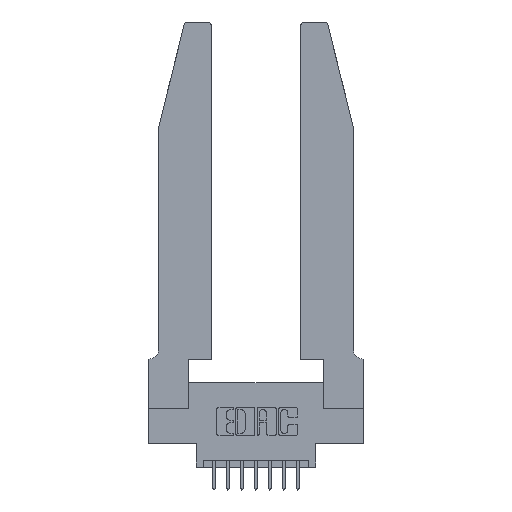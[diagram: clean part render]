
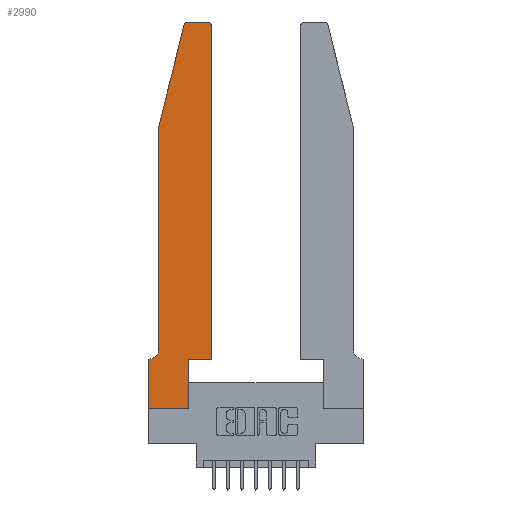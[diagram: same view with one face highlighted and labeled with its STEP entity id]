
A CAD part, top view. The second image highlights one B-rep face of the part: STEP entity #2990.
In plain terms, the highlighted planar face has unit normal (0, 0, 1).
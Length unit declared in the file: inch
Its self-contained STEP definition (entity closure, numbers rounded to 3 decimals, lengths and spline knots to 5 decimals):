
#214 = PLANE ( 'NONE',  #4589 ) ;
#370 = CARTESIAN_POINT ( 'NONE',  ( 0.2865, 0., 0.37 ) ) ;
#461 = DIRECTION ( 'NONE',  ( 1., 0., 0. ) ) ;
#625 = DIRECTION ( 'NONE',  ( 0., -1., 0. ) ) ;
#1056 = LINE ( 'NONE', #14645, #4927 ) ;
#1142 = DIRECTION ( 'NONE',  ( 1., 0., 0. ) ) ;
#1409 = DIRECTION ( 'NONE',  ( 0., -1., 0. ) ) ;
#1565 = CARTESIAN_POINT ( 'NONE',  ( 0., 0., 0.37 ) ) ;
#1770 = EDGE_CURVE ( 'NONE', #10210, #12861, #5752, .T. ) ;
#2104 = ORIENTED_EDGE ( 'NONE', *, *, #12921, .T. ) ;
#2281 = ORIENTED_EDGE ( 'NONE', *, *, #1770, .T. ) ;
#2353 = CARTESIAN_POINT ( 'NONE',  ( 0.4205, 2.75, 0.37 ) ) ;
#2360 = CARTESIAN_POINT ( 'NONE',  ( 0.4205, 2.72, 0.37 ) ) ;
#2401 = DIRECTION ( 'NONE',  ( 0., 1., 0. ) ) ;
#2402 = CARTESIAN_POINT ( 'NONE',  ( 0.0055, 0.42, 0.37 ) ) ;
#2453 = CARTESIAN_POINT ( 'NONE',  ( 0., 0.35, 0.37 ) ) ;
#2489 = VECTOR ( 'NONE', #13748, 39.37008 ) ;
#2671 = VECTOR ( 'NONE', #2401, 39.37008 ) ;
#2798 = DIRECTION ( 'NONE',  ( -1., 0., 0. ) ) ;
#2872 = EDGE_CURVE ( 'NONE', #4381, #6061, #12342, .T. ) ;
#2882 = EDGE_LOOP ( 'NONE', ( #5250, #5406, #3662, #9879, #13575, #14763, #8237, #4822, #9666, #11754, #2104, #2281 ) ) ;
#2990 = ADVANCED_FACE ( 'NONE', ( #4248 ), #214, .T. ) ;
#3097 = EDGE_CURVE ( 'NONE', #13121, #12183, #3502, .T. ) ;
#3270 = VECTOR ( 'NONE', #1142, 39.37008 ) ;
#3271 = CARTESIAN_POINT ( 'NONE',  ( 0., 0.35, 0.37 ) ) ;
#3309 = DIRECTION ( 'NONE',  ( 0., 0., 1. ) ) ;
#3502 = LINE ( 'NONE', #3691, #12515 ) ;
#3662 = ORIENTED_EDGE ( 'NONE', *, *, #9384, .T. ) ;
#3691 = CARTESIAN_POINT ( 'NONE',  ( 0.2865, 0.35, 0.37 ) ) ;
#3700 = VECTOR ( 'NONE', #5607, 39.37008 ) ;
#4182 = CARTESIAN_POINT ( 'NONE',  ( 0.0755, 0.42, 0.37 ) ) ;
#4248 = FACE_OUTER_BOUND ( 'NONE', #2882, .T. ) ;
#4381 = VERTEX_POINT ( 'NONE', #4182 ) ;
#4589 = AXIS2_PLACEMENT_3D ( 'NONE', #2453, #12064, #4879 ) ;
#4709 = EDGE_CURVE ( 'NONE', #12183, #11577, #1056, .T. ) ;
#4822 = ORIENTED_EDGE ( 'NONE', *, *, #4841, .T. ) ;
#4841 = EDGE_CURVE ( 'NONE', #5116, #13121, #5295, .T. ) ;
#4879 = DIRECTION ( 'NONE',  ( 1., 0., 0. ) ) ;
#4927 = VECTOR ( 'NONE', #461, 39.37008 ) ;
#5116 = VERTEX_POINT ( 'NONE', #1565 ) ;
#5250 = ORIENTED_EDGE ( 'NONE', *, *, #14943, .T. ) ;
#5295 = LINE ( 'NONE', #6951, #3270 ) ;
#5342 = CARTESIAN_POINT ( 'NONE',  ( 0.4505, 0.35, 0.37 ) ) ;
#5364 = AXIS2_PLACEMENT_3D ( 'NONE', #2360, #3309, #8001 ) ;
#5406 = ORIENTED_EDGE ( 'NONE', *, *, #13112, .T. ) ;
#5607 = DIRECTION ( 'NONE',  ( -0.239, -0.971, 0. ) ) ;
#5752 = CIRCLE ( 'NONE', #5364, 0.03 ) ;
#6061 = VERTEX_POINT ( 'NONE', #9308 ) ;
#6591 = VERTEX_POINT ( 'NONE', #3271 ) ;
#6684 = CARTESIAN_POINT ( 'NONE',  ( 0.0755, 2., 0.37 ) ) ;
#6951 = CARTESIAN_POINT ( 'NONE',  ( 0., 0., 0.37 ) ) ;
#6997 = CARTESIAN_POINT ( 'NONE',  ( 0.2865, 0.35, 0.37 ) ) ;
#7485 = DIRECTION ( 'NONE',  ( 1., 0., 0. ) ) ;
#8001 = DIRECTION ( 'NONE',  ( 1., 0., 0. ) ) ;
#8042 = DIRECTION ( 'NONE',  ( 0., 0., -1. ) ) ;
#8139 = DIRECTION ( 'NONE',  ( -1., 0., 0. ) ) ;
#8214 = LINE ( 'NONE', #10512, #8596 ) ;
#8237 = ORIENTED_EDGE ( 'NONE', *, *, #8763, .T. ) ;
#8271 = LINE ( 'NONE', #8906, #15085 ) ;
#8596 = VECTOR ( 'NONE', #2798, 39.37008 ) ;
#8763 = EDGE_CURVE ( 'NONE', #6591, #5116, #8271, .T. ) ;
#8801 = CARTESIAN_POINT ( 'NONE',  ( 0.0755, 2., 0.37 ) ) ;
#8906 = CARTESIAN_POINT ( 'NONE',  ( 0., 0., 0.37 ) ) ;
#9269 = CIRCLE ( 'NONE', #11770, 0.03 ) ;
#9308 = CARTESIAN_POINT ( 'NONE',  ( 0.0055, 0.35, 0.37 ) ) ;
#9384 = EDGE_CURVE ( 'NONE', #10181, #11554, #9974, .T. ) ;
#9666 = ORIENTED_EDGE ( 'NONE', *, *, #3097, .T. ) ;
#9879 = ORIENTED_EDGE ( 'NONE', *, *, #13540, .T. ) ;
#9974 = LINE ( 'NONE', #6684, #3700 ) ;
#10049 = LINE ( 'NONE', #15129, #2671 ) ;
#10181 = VERTEX_POINT ( 'NONE', #15165 ) ;
#10210 = VERTEX_POINT ( 'NONE', #14962 ) ;
#10420 = CARTESIAN_POINT ( 'NONE',  ( 0.2605, 2.75, 0.37 ) ) ;
#10512 = CARTESIAN_POINT ( 'NONE',  ( 0.0755, 0.35, 0.37 ) ) ;
#10820 = CARTESIAN_POINT ( 'NONE',  ( 0.0755, 2., 0.37 ) ) ;
#11192 = LINE ( 'NONE', #10820, #12024 ) ;
#11481 = EDGE_CURVE ( 'NONE', #6061, #6591, #8214, .T. ) ;
#11554 = VERTEX_POINT ( 'NONE', #8801 ) ;
#11577 = VERTEX_POINT ( 'NONE', #5342 ) ;
#11754 = ORIENTED_EDGE ( 'NONE', *, *, #4709, .T. ) ;
#11770 = AXIS2_PLACEMENT_3D ( 'NONE', #14406, #13227, #7485 ) ;
#11958 = DIRECTION ( 'NONE',  ( 0., 1., 0. ) ) ;
#12024 = VECTOR ( 'NONE', #1409, 39.37008 ) ;
#12064 = DIRECTION ( 'NONE',  ( 0., 0., 1. ) ) ;
#12183 = VERTEX_POINT ( 'NONE', #6997 ) ;
#12342 = CIRCLE ( 'NONE', #13538, 0.07 ) ;
#12432 = CARTESIAN_POINT ( 'NONE',  ( 0.284, 2.75, 0.37 ) ) ;
#12515 = VECTOR ( 'NONE', #11958, 39.37008 ) ;
#12861 = VERTEX_POINT ( 'NONE', #2353 ) ;
#12921 = EDGE_CURVE ( 'NONE', #11577, #10210, #10049, .T. ) ;
#13112 = EDGE_CURVE ( 'NONE', #14428, #10181, #9269, .T. ) ;
#13121 = VERTEX_POINT ( 'NONE', #370 ) ;
#13142 = LINE ( 'NONE', #10420, #2489 ) ;
#13227 = DIRECTION ( 'NONE',  ( 0., 0., 1. ) ) ;
#13538 = AXIS2_PLACEMENT_3D ( 'NONE', #2402, #8042, #8139 ) ;
#13540 = EDGE_CURVE ( 'NONE', #11554, #4381, #11192, .T. ) ;
#13575 = ORIENTED_EDGE ( 'NONE', *, *, #2872, .T. ) ;
#13748 = DIRECTION ( 'NONE',  ( -1., 0., 0. ) ) ;
#14406 = CARTESIAN_POINT ( 'NONE',  ( 0.284, 2.72, 0.37 ) ) ;
#14428 = VERTEX_POINT ( 'NONE', #12432 ) ;
#14645 = CARTESIAN_POINT ( 'NONE',  ( 0.4505, 0.35, 0.37 ) ) ;
#14763 = ORIENTED_EDGE ( 'NONE', *, *, #11481, .T. ) ;
#14943 = EDGE_CURVE ( 'NONE', #12861, #14428, #13142, .T. ) ;
#14962 = CARTESIAN_POINT ( 'NONE',  ( 0.4505, 2.72, 0.37 ) ) ;
#15085 = VECTOR ( 'NONE', #625, 39.37008 ) ;
#15129 = CARTESIAN_POINT ( 'NONE',  ( 0.4505, 0.35, 0.37 ) ) ;
#15165 = CARTESIAN_POINT ( 'NONE',  ( 0.25487, 2.72718, 0.37 ) ) ;
